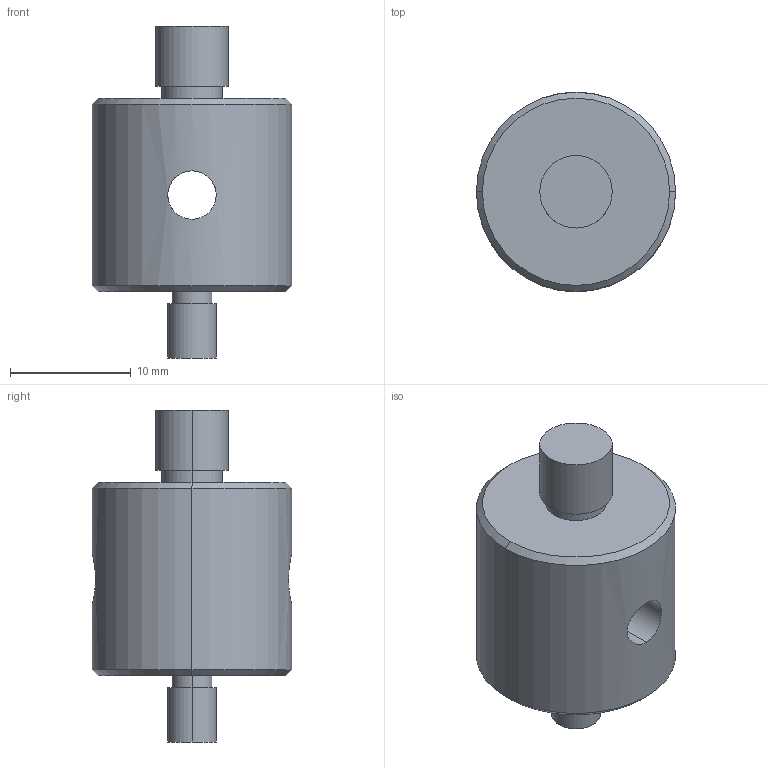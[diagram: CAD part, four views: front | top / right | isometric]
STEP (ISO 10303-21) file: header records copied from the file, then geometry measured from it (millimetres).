
FILE_DESCRIPTION (( 'STEP AP203' ), '1' );
FILE_NAME ('07SRA-3.STEP', '2016-04-25T06:19:49', ( '' ), ( '' ), 'SwSTEP 2.0', 'SolidWorks 2016', '' );
FILE_SCHEMA (( 'CONFIG_CONTROL_DESIGN' ));
Length unit declared in the file: millimetre
Products named in the file (1): 07SRA-3
Bounding box: 16.5 x 16.5 x 27.5 mm (x, y, z)
Volume: 3428.8 mm3; surface area: 1607.1 mm2
Topology: 1 solids, 1 shells, 22 faces, 44 edges, 28 vertices
Faces by surface type: cylinder 12, plane 6, cone 4
Entity records: 761 total; most frequent: CARTESIAN_POINT 203, DIRECTION 110, ORIENTED_EDGE 88, AXIS2_PLACEMENT_3D 47, EDGE_CURVE 44, EDGE_LOOP 28, VERTEX_POINT 28, CIRCLE 24
